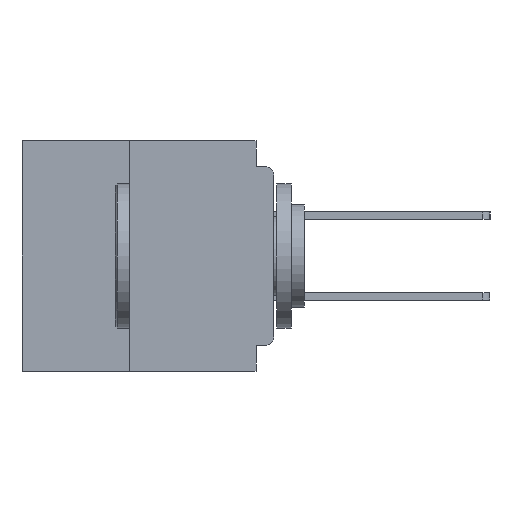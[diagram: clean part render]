
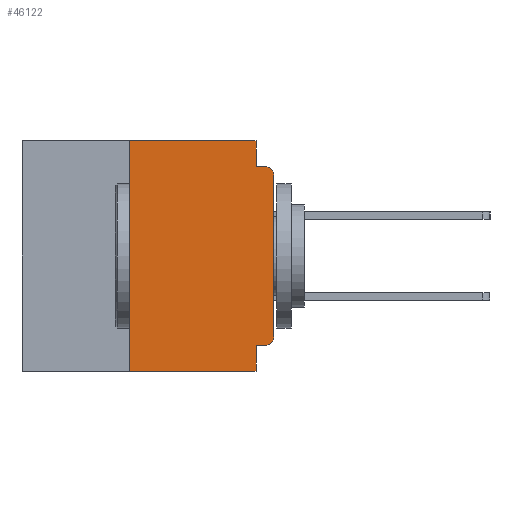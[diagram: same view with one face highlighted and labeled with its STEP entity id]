
A CAD part, left-side view. The second image highlights one B-rep face of the part: STEP entity #46122.
In plain terms, the highlighted planar face has unit normal (-1, 0, 0).
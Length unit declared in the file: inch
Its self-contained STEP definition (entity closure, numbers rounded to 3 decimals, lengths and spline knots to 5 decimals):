
#2582 = ORIENTED_EDGE ( 'NONE', *, *, #27831, .F. ) ;
#2794 = VERTEX_POINT ( 'NONE', #25306 ) ;
#3763 = DIRECTION ( 'NONE',  ( 0., 0., -1. ) ) ;
#3840 = CARTESIAN_POINT ( 'NONE',  ( 0., 0.437, 0. ) ) ;
#3947 = EDGE_CURVE ( 'NONE', #30310, #48241, #38399, .T. ) ;
#4786 = CARTESIAN_POINT ( 'NONE',  ( 0., 0.031, -0.4 ) ) ;
#4982 = EDGE_CURVE ( 'NONE', #16087, #40053, #31203, .T. ) ;
#5644 = CARTESIAN_POINT ( 'NONE',  ( 0., 0.015, -0.06 ) ) ;
#6564 = ORIENTED_EDGE ( 'NONE', *, *, #3947, .F. ) ;
#7392 = EDGE_CURVE ( 'NONE', #14720, #40053, #33873, .T. ) ;
#7398 = VECTOR ( 'NONE', #39622, 39.37008 ) ;
#7625 = VERTEX_POINT ( 'NONE', #22142 ) ;
#7767 = CARTESIAN_POINT ( 'NONE',  ( 0., 0.25, 0. ) ) ;
#8399 = ORIENTED_EDGE ( 'NONE', *, *, #11802, .T. ) ;
#9070 = LINE ( 'NONE', #4786, #24409 ) ;
#9393 = EDGE_CURVE ( 'NONE', #37677, #16087, #12034, .T. ) ;
#9433 = DIRECTION ( 'NONE',  ( 0., 0., -1. ) ) ;
#9580 = AXIS2_PLACEMENT_3D ( 'NONE', #15274, #41552, #19043 ) ;
#10689 = CARTESIAN_POINT ( 'NONE',  ( 0., 0.25, -0.4 ) ) ;
#10690 = CARTESIAN_POINT ( 'NONE',  ( 0., 0.031, 0. ) ) ;
#11802 = EDGE_CURVE ( 'NONE', #34282, #7625, #33512, .T. ) ;
#12034 = LINE ( 'NONE', #38335, #40849 ) ;
#12479 = DIRECTION ( 'NONE',  ( 0., 0., 1. ) ) ;
#12811 = ORIENTED_EDGE ( 'NONE', *, *, #7392, .T. ) ;
#14720 = VERTEX_POINT ( 'NONE', #27137 ) ;
#15274 = CARTESIAN_POINT ( 'NONE',  ( 0., 0.015, -0.34 ) ) ;
#16087 = VERTEX_POINT ( 'NONE', #23514 ) ;
#17369 = ORIENTED_EDGE ( 'NONE', *, *, #22839, .T. ) ;
#19043 = DIRECTION ( 'NONE',  ( 0., 0., -1. ) ) ;
#19877 = LINE ( 'NONE', #21770, #38683 ) ;
#20578 = ORIENTED_EDGE ( 'NONE', *, *, #42232, .F. ) ;
#21252 = VECTOR ( 'NONE', #21515, 39.37008 ) ;
#21515 = DIRECTION ( 'NONE',  ( 0., -1., 0. ) ) ;
#21770 = CARTESIAN_POINT ( 'NONE',  ( 0., 0.437, -0.4 ) ) ;
#22120 = EDGE_LOOP ( 'NONE', ( #17369, #12811, #34885, #38164, #2582, #6564, #41566, #20578, #32016, #8399 ) ) ;
#22142 = CARTESIAN_POINT ( 'NONE',  ( 0., 0., -0.34 ) ) ;
#22404 = CARTESIAN_POINT ( 'NONE',  ( 0., 0.015, -0.045 ) ) ;
#22547 = CARTESIAN_POINT ( 'NONE',  ( 0., 0.437, 0. ) ) ;
#22839 = EDGE_CURVE ( 'NONE', #7625, #14720, #40487, .T. ) ;
#22845 = CARTESIAN_POINT ( 'NONE',  ( 0., 0., -0.045 ) ) ;
#23514 = CARTESIAN_POINT ( 'NONE',  ( 0., 0.031, -0.045 ) ) ;
#24409 = VECTOR ( 'NONE', #31098, 39.37008 ) ;
#24658 = CARTESIAN_POINT ( 'NONE',  ( 0., 0., -0.355 ) ) ;
#24771 = CARTESIAN_POINT ( 'NONE',  ( 0., 0.015, -0.355 ) ) ;
#25306 = CARTESIAN_POINT ( 'NONE',  ( 0., 0.031, -0.355 ) ) ;
#25945 = FACE_OUTER_BOUND ( 'NONE', #22120, .T. ) ;
#26292 = DIRECTION ( 'NONE',  ( 1., 0., 0. ) ) ;
#27137 = CARTESIAN_POINT ( 'NONE',  ( 0., 0., -0.06 ) ) ;
#27176 = PLANE ( 'NONE',  #31153 ) ;
#27422 = LINE ( 'NONE', #24658, #7398 ) ;
#27831 = EDGE_CURVE ( 'NONE', #48241, #37677, #37410, .T. ) ;
#29631 = AXIS2_PLACEMENT_3D ( 'NONE', #5644, #31977, #9433 ) ;
#30310 = VERTEX_POINT ( 'NONE', #39835 ) ;
#30449 = DIRECTION ( 'NONE',  ( 0., 0., 1. ) ) ;
#30479 = VECTOR ( 'NONE', #30449, 39.37008 ) ;
#31098 = DIRECTION ( 'NONE',  ( 0., 0., -1. ) ) ;
#31153 = AXIS2_PLACEMENT_3D ( 'NONE', #22547, #26292, #3763 ) ;
#31203 = LINE ( 'NONE', #22845, #21252 ) ;
#31977 = DIRECTION ( 'NONE',  ( -1., 0., 0. ) ) ;
#32016 = ORIENTED_EDGE ( 'NONE', *, *, #38100, .F. ) ;
#33512 = CIRCLE ( 'NONE', #9580, 0.015 ) ;
#33873 = CIRCLE ( 'NONE', #29631, 0.015 ) ;
#34030 = CARTESIAN_POINT ( 'NONE',  ( 0., 0., 0. ) ) ;
#34282 = VERTEX_POINT ( 'NONE', #24771 ) ;
#34885 = ORIENTED_EDGE ( 'NONE', *, *, #4982, .F. ) ;
#37197 = VECTOR ( 'NONE', #12479, 39.37008 ) ;
#37410 = LINE ( 'NONE', #3840, #46168 ) ;
#37677 = VERTEX_POINT ( 'NONE', #10690 ) ;
#38100 = EDGE_CURVE ( 'NONE', #34282, #2794, #27422, .T. ) ;
#38164 = ORIENTED_EDGE ( 'NONE', *, *, #9393, .F. ) ;
#38335 = CARTESIAN_POINT ( 'NONE',  ( 0., 0.031, 0. ) ) ;
#38399 = LINE ( 'NONE', #10689, #37197 ) ;
#38683 = VECTOR ( 'NONE', #44376, 39.37008 ) ;
#39622 = DIRECTION ( 'NONE',  ( 0., 1., 0. ) ) ;
#39835 = CARTESIAN_POINT ( 'NONE',  ( 0., 0.25, -0.4 ) ) ;
#39966 = EDGE_CURVE ( 'NONE', #30310, #41083, #19877, .T. ) ;
#40053 = VERTEX_POINT ( 'NONE', #22404 ) ;
#40487 = LINE ( 'NONE', #34030, #30479 ) ;
#40849 = VECTOR ( 'NONE', #42069, 39.37008 ) ;
#41083 = VERTEX_POINT ( 'NONE', #43615 ) ;
#41552 = DIRECTION ( 'NONE',  ( -1., 0., 0. ) ) ;
#41566 = ORIENTED_EDGE ( 'NONE', *, *, #39966, .T. ) ;
#42069 = DIRECTION ( 'NONE',  ( 0., 0., -1. ) ) ;
#42232 = EDGE_CURVE ( 'NONE', #2794, #41083, #9070, .T. ) ;
#43615 = CARTESIAN_POINT ( 'NONE',  ( 0., 0.031, -0.4 ) ) ;
#44376 = DIRECTION ( 'NONE',  ( 0., -1., 0. ) ) ;
#46122 = ADVANCED_FACE ( 'NONE', ( #25945 ), #27176, .F. ) ;
#46168 = VECTOR ( 'NONE', #48636, 39.37008 ) ;
#48241 = VERTEX_POINT ( 'NONE', #7767 ) ;
#48636 = DIRECTION ( 'NONE',  ( 0., -1., 0. ) ) ;
